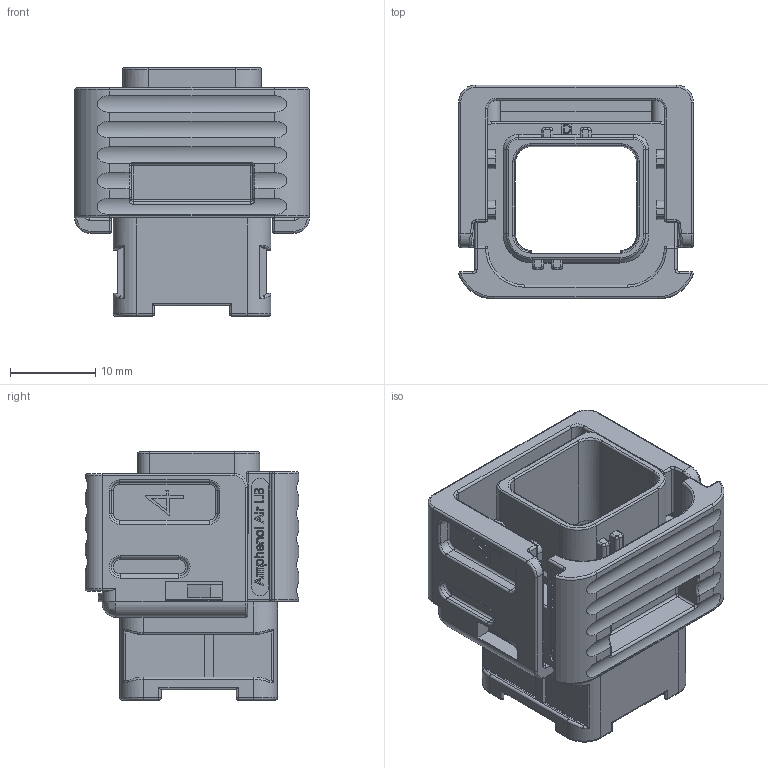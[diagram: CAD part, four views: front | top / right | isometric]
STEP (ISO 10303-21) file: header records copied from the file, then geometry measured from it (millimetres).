
FILE_DESCRIPTION((''),'2;1');
FILE_NAME('SIM2B20D000','2020-08-24T',('presta_be4'),(''),'CREO PARAMETRIC BY PTC INC, 2018360','CREO PARAMETRIC BY PTC INC, 2018360','');
FILE_SCHEMA(('CONFIG_CONTROL_DESIGN'));
Length unit declared in the file: millimetre
Products named in the file (1): SIM2B20D000
Bounding box: 27.5 x 25.05 x 29.08 mm (x, y, z)
Volume: 6082.8 mm3; surface area: 8012.5 mm2
Topology: 1 solids, 1 shells, 1381 faces, 3566 edges, 2244 vertices
Faces by surface type: plane 615, cylinder 306, extrusion 266, torus 100, bspline 52, sphere 34, cone 8
Entity records: 45960 total; most frequent: CARTESIAN_POINT 13469, ORIENTED_EDGE 7132, DIRECTION 5906, EDGE_CURVE 3566, VECTOR 2396, VERTEX_POINT 2244, LINE 2130, AXIS2_PLACEMENT_3D 1755
